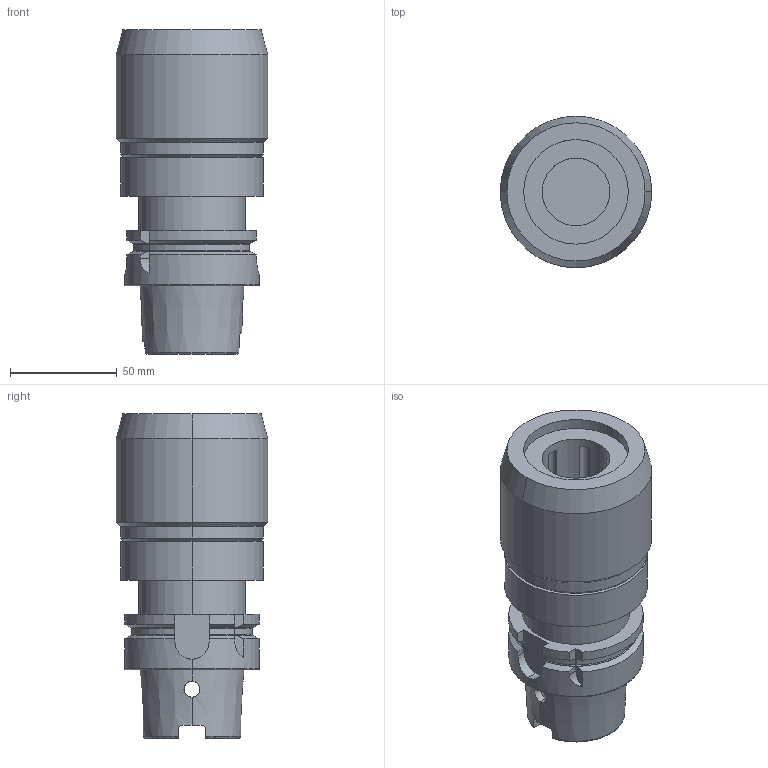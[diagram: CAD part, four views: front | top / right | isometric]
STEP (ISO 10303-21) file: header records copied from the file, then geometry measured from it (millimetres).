
FILE_DESCRIPTION (( 'STEP AP203' ), '1' );
FILE_NAME ('STP-33236G.STEP', '2017-07-20T03:18:53', ( 'user' ), ( '' ), 'SwSTEP 2.0', 'SolidWorks 2015', '' );
FILE_SCHEMA (( 'CONFIG_CONTROL_DESIGN' ));
Length unit declared in the file: millimetre
Products named in the file (1): STP-33236G
Bounding box: 71 x 71 x 152 mm (x, y, z)
Volume: 333088.3 mm3; surface area: 54946.5 mm2
Topology: 1 solids, 1 shells, 134 faces, 350 edges, 223 vertices
Faces by surface type: cylinder 56, plane 40, torus 20, cone 18
Entity records: 4751 total; most frequent: CARTESIAN_POINT 1361, DIRECTION 712, ORIENTED_EDGE 700, EDGE_CURVE 350, AXIS2_PLACEMENT_3D 292, VERTEX_POINT 223, CIRCLE 157, EDGE_LOOP 143
